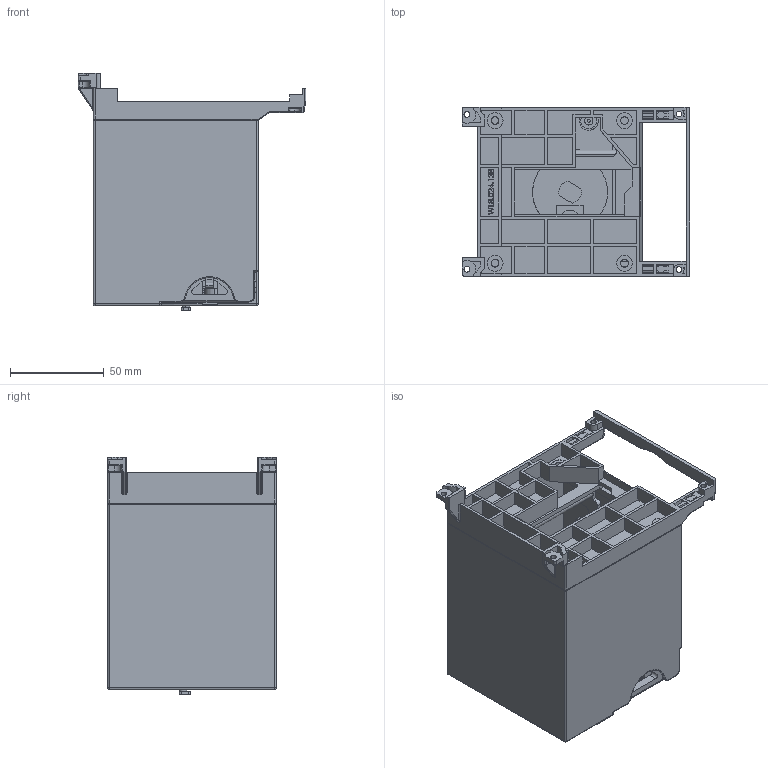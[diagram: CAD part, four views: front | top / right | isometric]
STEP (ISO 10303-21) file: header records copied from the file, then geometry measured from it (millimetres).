
FILE_DESCRIPTION((''),'2;1');
FILE_NAME('NM8-125_ASM','2020-08-28T13:17:18',('zhxmin'),(''),'CREO PARAMETRIC BY PTC INC, 2018020','CREO PARAMETRIC BY PTC INC, 2018020','');
FILE_SCHEMA(('CONFIG_CONTROL_DESIGN','SHAPE_APPEARANCE_LAYERS_GROUPS'));
Length unit declared in the file: metre
Products named in the file (14): SY8_261_007_1; SY8_260_000-967_1; SY8_260_000-1029_1; CD4_______1; _______SOLID_1_1; _______QUILT_1_1; _______QUILT_2_1; SY8_024_062___1; __WF8_253_525_1; SY8_300_004_1; SY5_253_002_1; WL8_024_138G_____________66____; CD4-100NM8_ASM; NM8-125_ASM
Assembly tree (13 placements, depth 3):
  NM8-125_ASM
    CD4-100NM8_ASM
      SY8_261_007_1
      SY8_260_000-967_1
      SY8_260_000-1029_1
      CD4_______1
      _______SOLID_1_1
      _______QUILT_1_1
      _______QUILT_2_1
      SY8_024_062___1
      __WF8_253_525_1
      SY8_300_004_1
      SY5_253_002_1
      WL8_024_138G_____________66____
Bounding box: 121.3 x 90 x 126.7 mm (x, y, z)
Volume: 110596.1 mm3; surface area: 148689.6 mm2
Topology: 9 solids, 12 shells, 1125 faces, 3004 edges, 1905 vertices
Faces by surface type: plane 619, cylinder 339, extrusion 71, sphere 31, torus 31, bspline 22, cone 12
Entity records: 47414 total; most frequent: CARTESIAN_POINT 10972, ORIENTED_EDGE 5934, DIRECTION 5617, EDGE_CURVE 2973, VECTOR 2111, LINE 2040, VERTEX_POINT 1905, AXIS2_PLACEMENT_3D 1753
